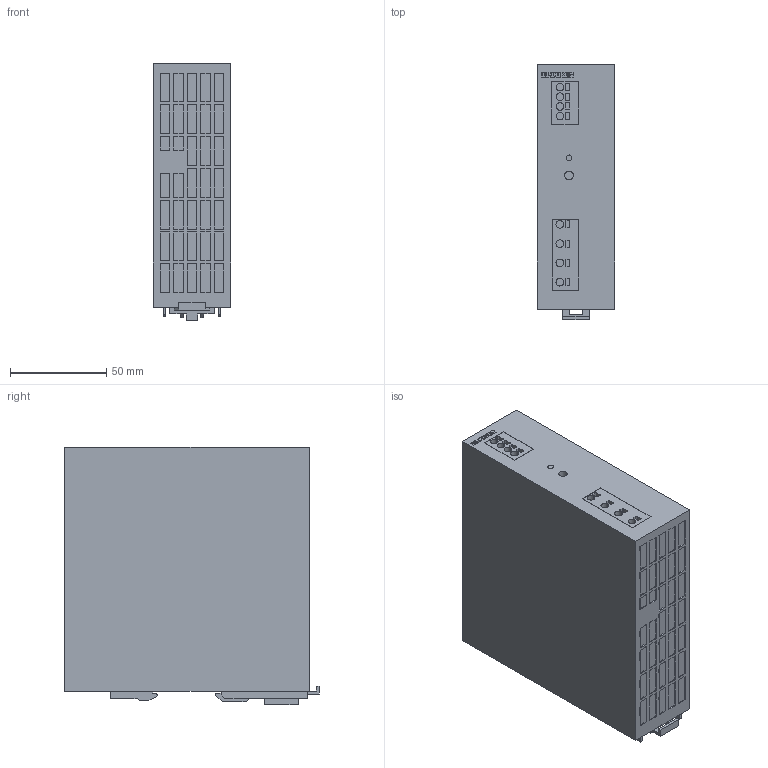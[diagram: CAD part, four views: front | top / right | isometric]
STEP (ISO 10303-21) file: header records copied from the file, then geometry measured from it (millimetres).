
FILE_DESCRIPTION (( 'STEP AP214' ), '1' );
FILE_NAME ('1015750.STEP', '2025-03-24T10:18:40', ( '' ), ( '' ), 'SwSTEP 2.0', 'SolidWorks 2022', '' );
FILE_SCHEMA (( 'AUTOMOTIVE_DESIGN' ));
Length unit declared in the file: millimetre
Products named in the file (1): 1015750
Bounding box: 40 x 132.2 x 133.5 mm (x, y, z)
Volume: 643560.7 mm3; surface area: 56671 mm2
Topology: 1 solids, 1 shells, 737 faces, 1884 edges, 1254 vertices
Faces by surface type: plane 677, cylinder 44, bspline 16
Entity records: 22224 total; most frequent: CARTESIAN_POINT 4276, ORIENTED_EDGE 3768, DIRECTION 3384, EDGE_CURVE 1884, VECTOR 1764, LINE 1764, VERTEX_POINT 1254, EDGE_LOOP 844
